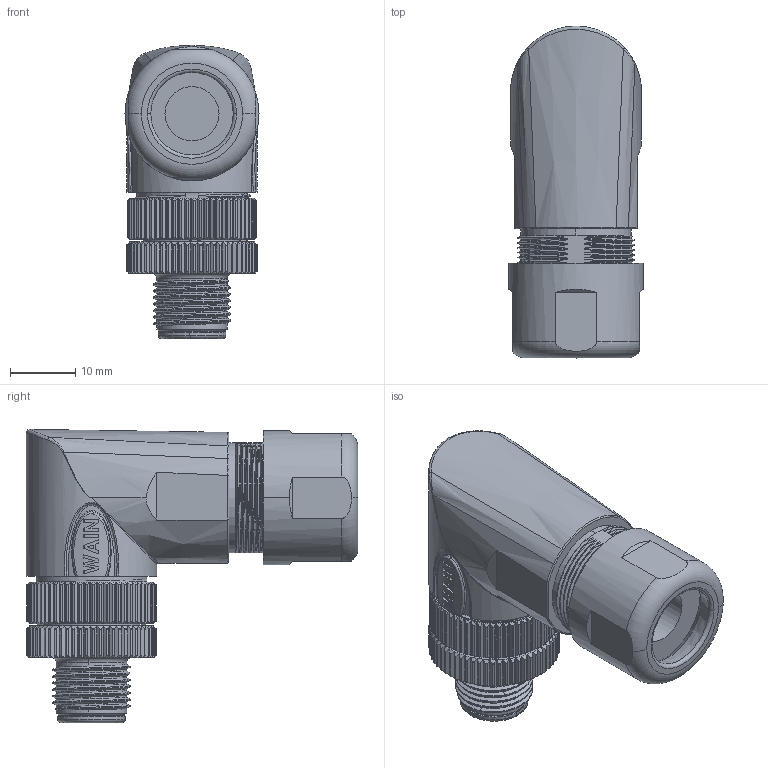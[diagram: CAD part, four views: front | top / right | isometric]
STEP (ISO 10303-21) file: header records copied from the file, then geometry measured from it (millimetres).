
FILE_DESCRIPTION((''),'2;1');
FILE_NAME('PRT0001','2021-01-05T',('zh.su'),(''),'PRO/ENGINEER BY PARAMETRIC TECHNOLOGY CORPORATION, 2012480','PRO/ENGINEER BY PARAMETRIC TECHNOLOGY CORPORATION, 2012480','');
FILE_SCHEMA(('CONFIG_CONTROL_DESIGN'));
Products named in the file (1): PRT0001
Bounding box: 20.5 x 50.76 x 44.85 mm (x, y, z)
Volume: 19538.2 mm3; surface area: 7287.6 mm2
Topology: 1 solids, 9 shells, 1177 faces, 2977 edges, 1839 vertices
Faces by surface type: plane 383, cylinder 328, cone 282, bspline 158, torus 10, sphere 10, extrusion 6
Entity records: 53300 total; most frequent: CARTESIAN_POINT 27336, ORIENTED_EDGE 5930, DIRECTION 4590, EDGE_CURVE 2965, VERTEX_POINT 1839, AXIS2_PLACEMENT_3D 1756, EDGE_LOOP 1230, FACE_OUTER_BOUND 1177
